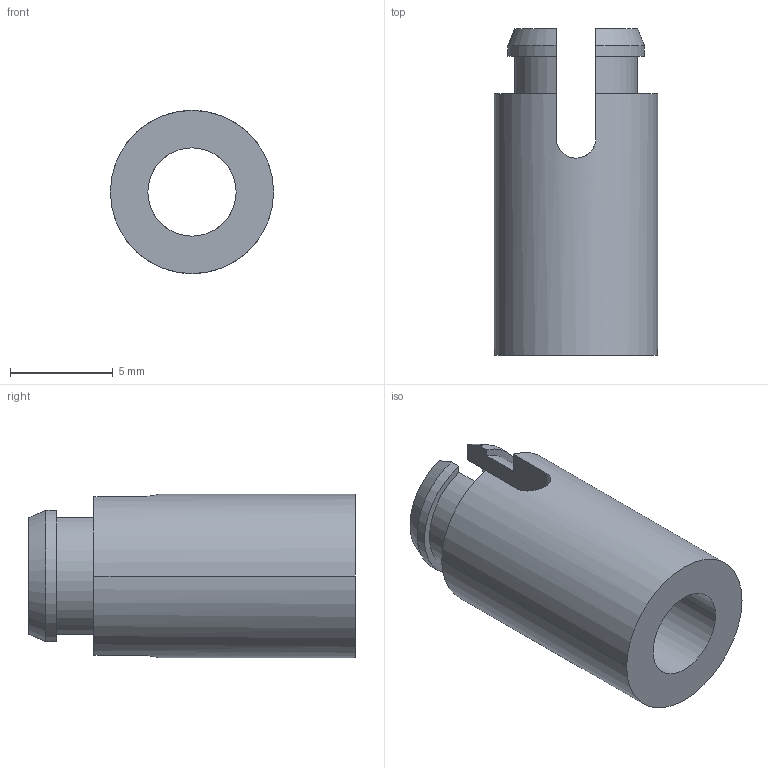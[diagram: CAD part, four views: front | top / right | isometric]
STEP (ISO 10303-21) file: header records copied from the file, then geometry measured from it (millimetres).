
FILE_DESCRIPTION (( 'STEP AP214' ), '1' );
FILE_NAME ('9039.STEP', '2007-12-19T18:48:27', ( 'Richard Maletta' ), ( '' ), 'SwSTEP 2.0', 'SolidWorks 2007', '' );
FILE_SCHEMA (( 'AUTOMOTIVE_DESIGN' ));
Length unit declared in the file: inch
Products named in the file (1): 9039
Bounding box: 7.92 x 15.88 x 7.92 mm (x, y, z)
Volume: 459.2 mm3; surface area: 653.5 mm2
Topology: 1 solids, 1 shells, 26 faces, 74 edges, 49 vertices
Faces by surface type: cylinder 12, plane 11, cone 3
Entity records: 948 total; most frequent: CARTESIAN_POINT 226, ORIENTED_EDGE 148, DIRECTION 147, EDGE_CURVE 74, AXIS2_PLACEMENT_3D 54, VERTEX_POINT 49, LINE 39, VECTOR 39
